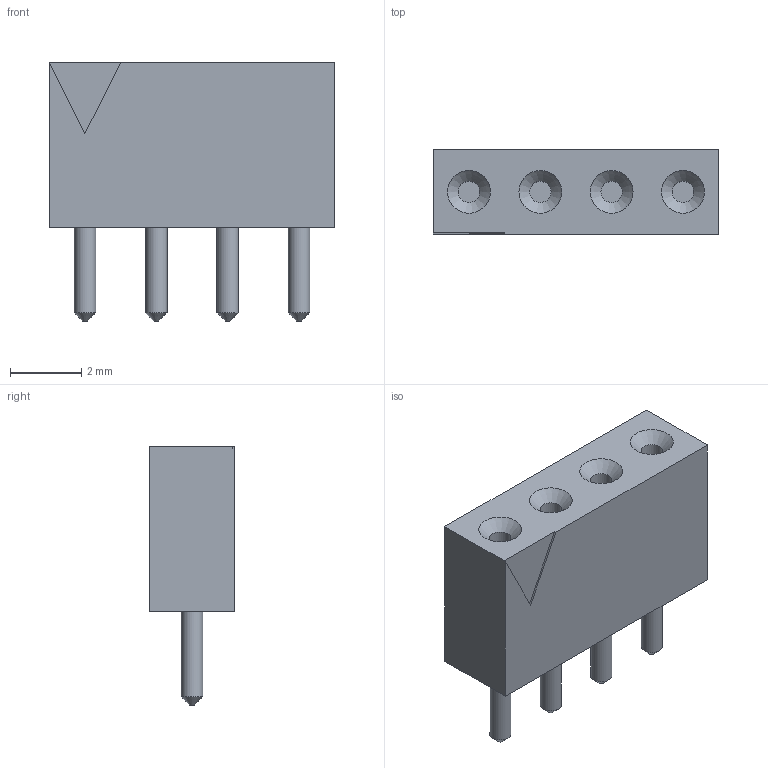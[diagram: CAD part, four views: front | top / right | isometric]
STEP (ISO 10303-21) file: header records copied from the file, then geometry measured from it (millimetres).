
FILE_DESCRIPTION(('FreeCAD Model'),'2;1');
FILE_NAME('664101.1.1.stp','2021-09-24T09:15:33',( 'Author'),(''),'Open CASCADE STEP processor 6.9','FreeCAD','Unknown' );
FILE_SCHEMA(('AUTOMOTIVE_DESIGN { 1 0 10303 214 1 1 1 1 }'));
Length unit declared in the file: millimetre
Products named in the file (3): ASSEMBLY; Body; LeadsArray
Assembly tree (2 placements, depth 2):
  ASSEMBLY
    Body
    LeadsArray
Bounding box: 8 x 2.4 x 7.25 mm (x, y, z)
Volume: 88 mm3; surface area: 189.5 mm2
Topology: 5 solids, 5 shells, 37 faces, 60 edges, 37 vertices
Faces by surface type: plane 21, cone 8, cylinder 8
Full cylindrical faces by diameter (mm): 0.6 x8
Entity records: 1697 total; most frequent: CARTESIAN_POINT 273, DIRECTION 268, LINE 124, VECTOR 124, ORIENTED_EDGE 120, PCURVE 120, DEFINITIONAL_REPRESENTATION 120, AXIS2_PLACEMENT_3D 64
